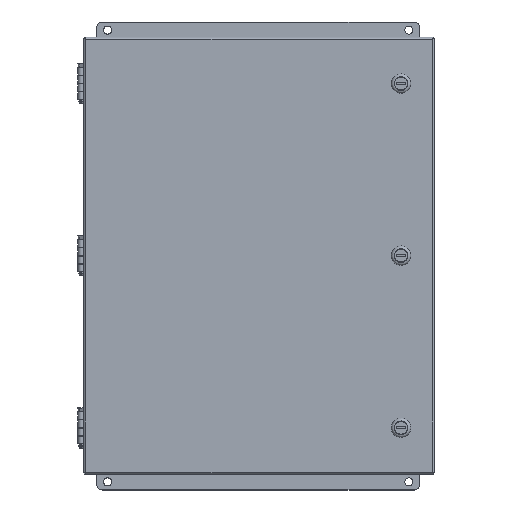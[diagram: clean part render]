
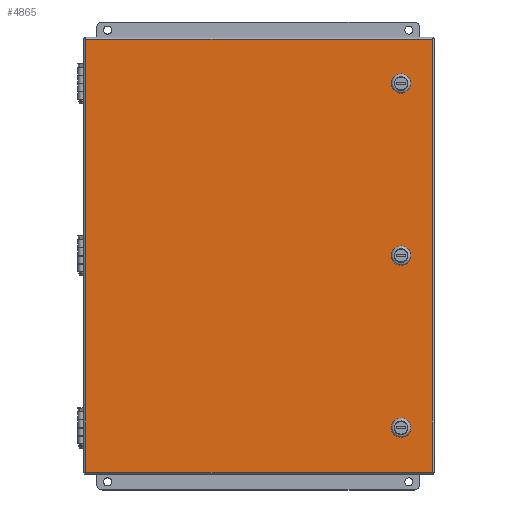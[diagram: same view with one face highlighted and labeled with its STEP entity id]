
A CAD part, top view. The second image highlights one B-rep face of the part: STEP entity #4865.
In plain terms, the highlighted face is planar.
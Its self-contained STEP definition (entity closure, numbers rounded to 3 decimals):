
#4865 = ADVANCED_FACE( '', ( #10470, #10471, #10472, #10473 ), #10474, .T. );
#10470 = FACE_BOUND( '', #34477, .T. );
#10471 = FACE_BOUND( '', #34478, .T. );
#10472 = FACE_BOUND( '', #34479, .T. );
#10473 = FACE_OUTER_BOUND( '', #34480, .T. );
#10474 = PLANE( '', #34481 );
#34477 = EDGE_LOOP( '', ( #59805, #59806, #59807, #59808 ) );
#34478 = EDGE_LOOP( '', ( #59809, #59810, #59811, #59812 ) );
#34479 = EDGE_LOOP( '', ( #59813, #59814, #59815, #59816 ) );
#34480 = EDGE_LOOP( '', ( #59817, #59818, #59819, #59820 ) );
#34481 = AXIS2_PLACEMENT_3D( '', #59821, #59822, #59823 );
#59805 = ORIENTED_EDGE( '', *, *, #71346, .F. );
#59806 = ORIENTED_EDGE( '', *, *, #74718, .F. );
#59807 = ORIENTED_EDGE( '', *, *, #73733, .F. );
#59808 = ORIENTED_EDGE( '', *, *, #74719, .F. );
#59809 = ORIENTED_EDGE( '', *, *, #74720, .F. );
#59810 = ORIENTED_EDGE( '', *, *, #74721, .F. );
#59811 = ORIENTED_EDGE( '', *, *, #74722, .F. );
#59812 = ORIENTED_EDGE( '', *, *, #73673, .F. );
#59813 = ORIENTED_EDGE( '', *, *, #74723, .F. );
#59814 = ORIENTED_EDGE( '', *, *, #73187, .F. );
#59815 = ORIENTED_EDGE( '', *, *, #74724, .F. );
#59816 = ORIENTED_EDGE( '', *, *, #71322, .F. );
#59817 = ORIENTED_EDGE( '', *, *, #74725, .T. );
#59818 = ORIENTED_EDGE( '', *, *, #74537, .F. );
#59819 = ORIENTED_EDGE( '', *, *, #71935, .T. );
#59820 = ORIENTED_EDGE( '', *, *, #74726, .T. );
#59821 = CARTESIAN_POINT( '', ( -207.01, 0., -257.81 ) );
#59822 = DIRECTION( '', ( 0., -1., 0. ) );
#59823 = DIRECTION( '', ( 0., 0., -1. ) );
#71322 = EDGE_CURVE( '', #79074, #79076, #79077, .T. );
#71346 = EDGE_CURVE( '', #79116, #79118, #79119, .T. );
#71935 = EDGE_CURVE( '', #80094, #80102, #80104, .T. );
#73187 = EDGE_CURVE( '', #82073, #82075, #82076, .T. );
#73673 = EDGE_CURVE( '', #82815, #82817, #82818, .T. );
#73733 = EDGE_CURVE( '', #82909, #82911, #82912, .T. );
#74537 = EDGE_CURVE( '', #80094, #84039, #84040, .T. );
#74718 = EDGE_CURVE( '', #82911, #79116, #84295, .T. );
#74719 = EDGE_CURVE( '', #79118, #82909, #84296, .T. );
#74720 = EDGE_CURVE( '', #84297, #82815, #84298, .T. );
#74721 = EDGE_CURVE( '', #84299, #84297, #84300, .T. );
#74722 = EDGE_CURVE( '', #82817, #84299, #84301, .T. );
#74723 = EDGE_CURVE( '', #82075, #79074, #84302, .T. );
#74724 = EDGE_CURVE( '', #79076, #82073, #84303, .T. );
#74725 = EDGE_CURVE( '', #79040, #84039, #84304, .T. );
#74726 = EDGE_CURVE( '', #80102, #79040, #84305, .T. );
#79040 = VERTEX_POINT( '', #91869 );
#79074 = VERTEX_POINT( '', #91960 );
#79076 = VERTEX_POINT( '', #91963 );
#79077 = LINE( '', #91964, #91965 );
#79116 = VERTEX_POINT( '', #92039 );
#79118 = VERTEX_POINT( '', #92042 );
#79119 = CIRCLE( '', #92043, 9.716 );
#80094 = VERTEX_POINT( '', #94328 );
#80102 = VERTEX_POINT( '', #94337 );
#80104 = LINE( '', #94339, #94340 );
#82073 = VERTEX_POINT( '', #99519 );
#82075 = VERTEX_POINT( '', #99522 );
#82076 = LINE( '', #99523, #99524 );
#82815 = VERTEX_POINT( '', #101411 );
#82817 = VERTEX_POINT( '', #101414 );
#82818 = LINE( '', #101415, #101416 );
#82909 = VERTEX_POINT( '', #101679 );
#82911 = VERTEX_POINT( '', #101682 );
#82912 = CIRCLE( '', #101683, 9.716 );
#84039 = VERTEX_POINT( '', #105234 );
#84040 = LINE( '', #105235, #105236 );
#84295 = LINE( '', #105967, #105968 );
#84296 = LINE( '', #105969, #105970 );
#84297 = VERTEX_POINT( '', #105971 );
#84298 = CIRCLE( '', #105972, 9.716 );
#84299 = VERTEX_POINT( '', #105973 );
#84300 = LINE( '', #105974, #105975 );
#84301 = CIRCLE( '', #105976, 9.716 );
#84302 = CIRCLE( '', #105977, 9.716 );
#84303 = CIRCLE( '', #105978, 9.716 );
#84304 = LINE( '', #105979, #105980 );
#84305 = LINE( '', #105981, #105982 );
#91869 = CARTESIAN_POINT( '', ( 204.673, 0., -255.473 ) );
#91960 = CARTESIAN_POINT( '', ( 159.385, 0., -197.878 ) );
#91963 = CARTESIAN_POINT( '', ( 159.385, 0., -208.522 ) );
#91964 = CARTESIAN_POINT( '', ( 159.385, 0., -197.878 ) );
#91965 = VECTOR( '', #113728, 1000. );
#92039 = CARTESIAN_POINT( '', ( 175.641, 0., 208.522 ) );
#92042 = CARTESIAN_POINT( '', ( 159.385, 0., 208.522 ) );
#92043 = AXIS2_PLACEMENT_3D( '', #113756, #113757, #113758 );
#94328 = CARTESIAN_POINT( '', ( -204.673, 0., 255.473 ) );
#94337 = CARTESIAN_POINT( '', ( -204.673, 0., -255.473 ) );
#94339 = CARTESIAN_POINT( '', ( -204.673, 0., -257.81 ) );
#94340 = VECTOR( '', #114285, 1000. );
#99519 = CARTESIAN_POINT( '', ( 175.641, 0., -208.522 ) );
#99522 = CARTESIAN_POINT( '', ( 175.641, 0., -197.878 ) );
#99523 = CARTESIAN_POINT( '', ( 175.641, 0., -197.878 ) );
#99524 = VECTOR( '', #115146, 1000. );
#101411 = CARTESIAN_POINT( '', ( 159.385, 0., 5.322 ) );
#101414 = CARTESIAN_POINT( '', ( 159.385, 0., -5.322 ) );
#101415 = CARTESIAN_POINT( '', ( 159.385, 0., 5.322 ) );
#101416 = VECTOR( '', #115451, 1000. );
#101679 = CARTESIAN_POINT( '', ( 159.385, 0., 197.878 ) );
#101682 = CARTESIAN_POINT( '', ( 175.641, 0., 197.878 ) );
#101683 = AXIS2_PLACEMENT_3D( '', #115486, #115487, #115488 );
#105234 = CARTESIAN_POINT( '', ( 204.673, 0., 255.473 ) );
#105235 = CARTESIAN_POINT( '', ( -204.673, 0., 255.473 ) );
#105236 = VECTOR( '', #115927, 1000. );
#105967 = CARTESIAN_POINT( '', ( 175.641, 0., 208.522 ) );
#105968 = VECTOR( '', #116045, 1000. );
#105969 = CARTESIAN_POINT( '', ( 159.385, 0., 208.522 ) );
#105970 = VECTOR( '', #116046, 1000. );
#105971 = CARTESIAN_POINT( '', ( 175.641, 0., 5.322 ) );
#105972 = AXIS2_PLACEMENT_3D( '', #116047, #116048, #116049 );
#105973 = CARTESIAN_POINT( '', ( 175.641, 0., -5.322 ) );
#105974 = CARTESIAN_POINT( '', ( 175.641, 0., 5.322 ) );
#105975 = VECTOR( '', #116050, 1000. );
#105976 = AXIS2_PLACEMENT_3D( '', #116051, #116052, #116053 );
#105977 = AXIS2_PLACEMENT_3D( '', #116054, #116055, #116056 );
#105978 = AXIS2_PLACEMENT_3D( '', #116057, #116058, #116059 );
#105979 = CARTESIAN_POINT( '', ( 204.673, 0., 255.473 ) );
#105980 = VECTOR( '', #116060, 1000. );
#105981 = CARTESIAN_POINT( '', ( 207.01, 0., -255.473 ) );
#105982 = VECTOR( '', #116061, 1000. );
#113728 = DIRECTION( '', ( 0., 0., -1. ) );
#113756 = CARTESIAN_POINT( '', ( 167.513, 0., 203.2 ) );
#113757 = DIRECTION( '', ( 0., -1., 0. ) );
#113758 = DIRECTION( '', ( 1., 0., 0. ) );
#114285 = DIRECTION( '', ( 0., 0., -1. ) );
#115146 = DIRECTION( '', ( 0., 0., 1. ) );
#115451 = DIRECTION( '', ( 0., 0., -1. ) );
#115486 = CARTESIAN_POINT( '', ( 167.513, 0., 203.2 ) );
#115487 = DIRECTION( '', ( 0., -1., 0. ) );
#115488 = DIRECTION( '', ( 1., 0., 0. ) );
#115927 = DIRECTION( '', ( 1., 0., 0. ) );
#116045 = DIRECTION( '', ( 0., 0., 1. ) );
#116046 = DIRECTION( '', ( 0., 0., -1. ) );
#116047 = CARTESIAN_POINT( '', ( 167.513, 0., 0. ) );
#116048 = DIRECTION( '', ( 0., -1., 0. ) );
#116049 = DIRECTION( '', ( 1., 0., 0. ) );
#116050 = DIRECTION( '', ( 0., 0., 1. ) );
#116051 = CARTESIAN_POINT( '', ( 167.513, 0., 0. ) );
#116052 = DIRECTION( '', ( 0., -1., 0. ) );
#116053 = DIRECTION( '', ( 1., 0., 0. ) );
#116054 = CARTESIAN_POINT( '', ( 167.513, 0., -203.2 ) );
#116055 = DIRECTION( '', ( 0., -1., 0. ) );
#116056 = DIRECTION( '', ( 1., 0., 0. ) );
#116057 = CARTESIAN_POINT( '', ( 167.513, 0., -203.2 ) );
#116058 = DIRECTION( '', ( 0., -1., 0. ) );
#116059 = DIRECTION( '', ( 1., 0., 0. ) );
#116060 = DIRECTION( '', ( 0., 0., 1. ) );
#116061 = DIRECTION( '', ( 1., 0., 0. ) );
